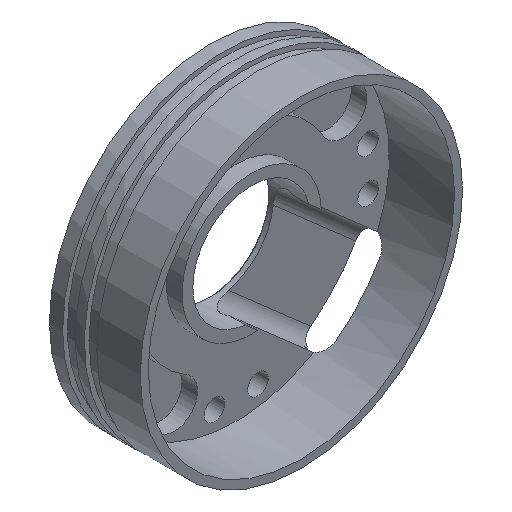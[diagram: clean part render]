
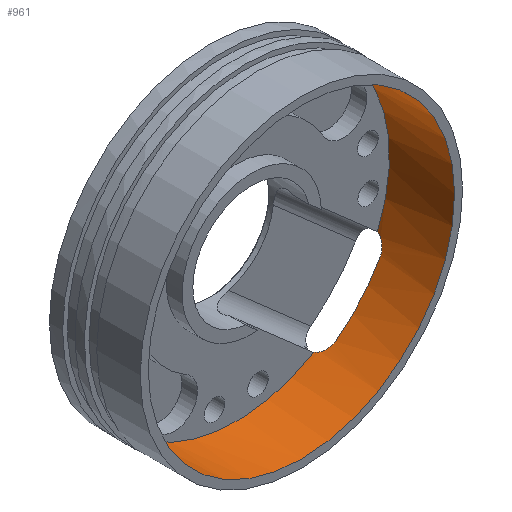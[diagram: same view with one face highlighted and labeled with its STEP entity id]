
A CAD part, isometric view. The second image highlights one B-rep face of the part: STEP entity #961.
In plain terms, the highlighted cylindrical face has radius 24.7 mm (diameter 49.4 mm), a full revolution.
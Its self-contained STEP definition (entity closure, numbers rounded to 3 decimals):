
#61=B_SPLINE_CURVE_WITH_KNOTS('',3,(#1481,#1482,#1483,#1484,#1485,#1486,
#1487,#1488),.UNSPECIFIED.,.F.,.F.,(4,2,2,4),(0.099,0.188,
0.286,0.384),.UNSPECIFIED.);
#72=B_SPLINE_CURVE_WITH_KNOTS('',3,(#1657,#1658,#1659,#1660,#1661,#1662,
#1663,#1664),.UNSPECIFIED.,.F.,.F.,(4,2,2,4),(0.38,0.478,
0.575,0.665),.UNSPECIFIED.);
#103=CIRCLE('',#1037,24.7);
#129=CIRCLE('',#1080,24.7);
#130=CIRCLE('',#1081,24.7);
#131=CIRCLE('',#1082,24.7);
#171=CYLINDRICAL_SURFACE('',#1079,24.7);
#217=FACE_OUTER_BOUND('',#276,.T.);
#276=EDGE_LOOP('',(#822,#823,#824,#825,#826,#827,#828,#829));
#339=LINE('',#1799,#388);
#388=VECTOR('',#1339,24.7);
#412=VERTEX_POINT('',#1478);
#413=VERTEX_POINT('',#1480);
#432=VERTEX_POINT('',#1654);
#433=VERTEX_POINT('',#1656);
#474=VERTEX_POINT('',#1796);
#475=VERTEX_POINT('',#1798);
#510=EDGE_CURVE('',#413,#412,#61,.T.);
#539=EDGE_CURVE('',#433,#432,#72,.T.);
#563=EDGE_CURVE('',#412,#433,#103,.T.);
#602=EDGE_CURVE('',#474,#474,#129,.T.);
#603=EDGE_CURVE('',#474,#475,#339,.T.);
#604=EDGE_CURVE('',#475,#413,#130,.T.);
#605=EDGE_CURVE('',#432,#475,#131,.T.);
#822=ORIENTED_EDGE('',*,*,#602,.F.);
#823=ORIENTED_EDGE('',*,*,#603,.T.);
#824=ORIENTED_EDGE('',*,*,#604,.T.);
#825=ORIENTED_EDGE('',*,*,#510,.T.);
#826=ORIENTED_EDGE('',*,*,#563,.T.);
#827=ORIENTED_EDGE('',*,*,#539,.T.);
#828=ORIENTED_EDGE('',*,*,#605,.T.);
#829=ORIENTED_EDGE('',*,*,#603,.F.);
#961=ADVANCED_FACE('',(#217),#171,.F.);
#1037=AXIS2_PLACEMENT_3D('',#1715,#1238,#1239);
#1079=AXIS2_PLACEMENT_3D('',#1795,#1335,#1336);
#1080=AXIS2_PLACEMENT_3D('',#1797,#1337,#1338);
#1081=AXIS2_PLACEMENT_3D('',#1800,#1340,#1341);
#1082=AXIS2_PLACEMENT_3D('',#1801,#1342,#1343);
#1238=DIRECTION('center_axis',(0.,1.,0.));
#1239=DIRECTION('ref_axis',(1.,0.,0.));
#1335=DIRECTION('center_axis',(0.,1.,0.));
#1336=DIRECTION('ref_axis',(1.,0.,0.));
#1337=DIRECTION('center_axis',(0.,1.,0.));
#1338=DIRECTION('ref_axis',(1.,0.,0.));
#1339=DIRECTION('',(0.,1.,0.));
#1340=DIRECTION('center_axis',(0.,1.,0.));
#1341=DIRECTION('ref_axis',(1.,0.,0.));
#1342=DIRECTION('center_axis',(0.,1.,0.));
#1343=DIRECTION('ref_axis',(1.,0.,0.));
#1478=CARTESIAN_POINT('',(21.735,9.,-11.734));
#1480=CARTESIAN_POINT('',(22.763,10.5,-9.588));
#1481=CARTESIAN_POINT('Ctrl Pts',(22.763,10.5,-9.588));
#1482=CARTESIAN_POINT('Ctrl Pts',(22.712,10.213,-9.71));
#1483=CARTESIAN_POINT('Ctrl Pts',(22.637,9.953,-9.884));
#1484=CARTESIAN_POINT('Ctrl Pts',(22.454,9.519,-10.293));
#1485=CARTESIAN_POINT('Ctrl Pts',(22.331,9.323,-10.561));
#1486=CARTESIAN_POINT('Ctrl Pts',(22.049,9.064,-11.138));
#1487=CARTESIAN_POINT('Ctrl Pts',(21.89,9.,-11.447));
#1488=CARTESIAN_POINT('Ctrl Pts',(21.735,9.,-11.734));
#1654=CARTESIAN_POINT('',(12.493,10.5,-21.307));
#1656=CARTESIAN_POINT('',(14.485,9.,-20.007));
#1657=CARTESIAN_POINT('Ctrl Pts',(14.485,9.,-20.007));
#1658=CARTESIAN_POINT('Ctrl Pts',(14.222,9.,-20.198));
#1659=CARTESIAN_POINT('Ctrl Pts',(13.936,9.064,-20.396));
#1660=CARTESIAN_POINT('Ctrl Pts',(13.401,9.323,-20.751));
#1661=CARTESIAN_POINT('Ctrl Pts',(13.152,9.519,-20.909));
#1662=CARTESIAN_POINT('Ctrl Pts',(12.771,9.953,-21.143));
#1663=CARTESIAN_POINT('Ctrl Pts',(12.607,10.213,-21.241));
#1664=CARTESIAN_POINT('Ctrl Pts',(12.493,10.5,-21.307));
#1715=CARTESIAN_POINT('Origin',(0.,9.,0.));
#1795=CARTESIAN_POINT('Origin',(0.,0.,0.));
#1796=CARTESIAN_POINT('',(-24.7,0.,0.));
#1797=CARTESIAN_POINT('Origin',(0.,0.,0.));
#1798=CARTESIAN_POINT('',(-24.7,10.5,0.));
#1799=CARTESIAN_POINT('',(-24.7,0.,0.));
#1800=CARTESIAN_POINT('Origin',(0.,10.5,0.));
#1801=CARTESIAN_POINT('Origin',(0.,10.5,0.));
